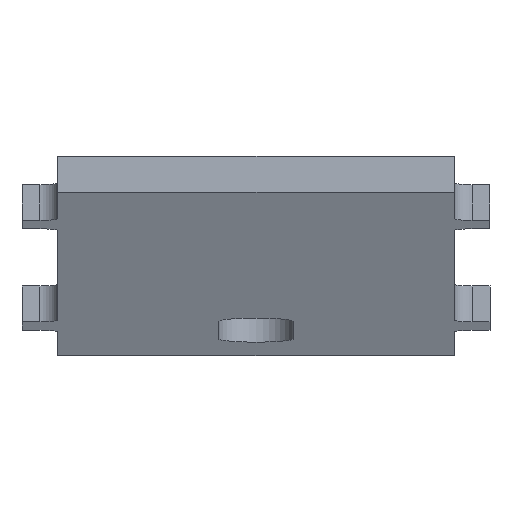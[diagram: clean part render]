
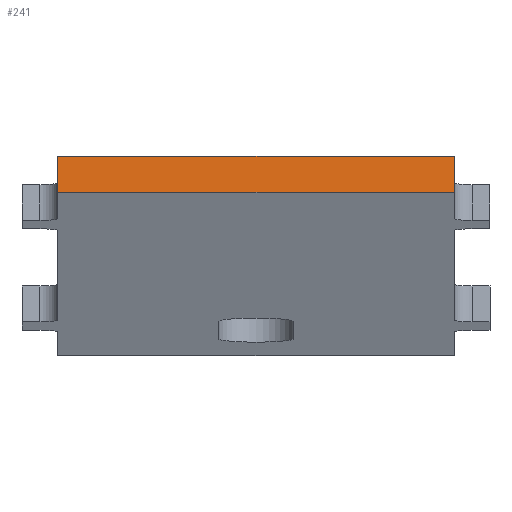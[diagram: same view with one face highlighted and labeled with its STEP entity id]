
A CAD part, left-side view. The second image highlights one B-rep face of the part: STEP entity #241.
In plain terms, the highlighted planar face has unit normal (-0.996, 0, 0.094).
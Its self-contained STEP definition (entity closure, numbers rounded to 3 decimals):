
#202=CARTESIAN_POINT('Axis2P3D Location',(-26.217,120.283,-21.456)) ;
#207=CARTESIAN_POINT('Line Origine',(-26.029,109.283,-19.465)) ;
#211=CARTESIAN_POINT('Vertex',(-26.029,98.283,-19.465)) ;
#213=CARTESIAN_POINT('Vertex',(-26.029,120.283,-19.465)) ;
#216=CARTESIAN_POINT('Line Origine',(-26.123,120.283,-20.46)) ;
#220=CARTESIAN_POINT('Vertex',(-26.217,120.283,-21.456)) ;
#223=CARTESIAN_POINT('Line Origine',(-26.217,109.283,-21.456)) ;
#227=CARTESIAN_POINT('Vertex',(-26.217,98.283,-21.456)) ;
#230=CARTESIAN_POINT('Line Origine',(-26.123,98.283,-20.46)) ;
#203=DIRECTION('Axis2P3D Direction',(-0.996,0.,0.094)) ;
#204=DIRECTION('Axis2P3D XDirection',(0.,-1.,0.)) ;
#208=DIRECTION('Vector Direction',(0.,-1.,0.)) ;
#217=DIRECTION('Vector Direction',(0.094,0.,0.996)) ;
#224=DIRECTION('Vector Direction',(0.,-1.,0.)) ;
#231=DIRECTION('Vector Direction',(0.094,0.,0.996)) ;
#205=AXIS2_PLACEMENT_3D('Plane Axis2P3D',#202,#203,#204) ;
#236=ORIENTED_EDGE('',*,*,#215,.T.) ;
#237=ORIENTED_EDGE('',*,*,#222,.F.) ;
#238=ORIENTED_EDGE('',*,*,#229,.F.) ;
#239=ORIENTED_EDGE('',*,*,#234,.T.) ;
#209=VECTOR('Line Direction',#208,1.) ;
#218=VECTOR('Line Direction',#217,1.) ;
#225=VECTOR('Line Direction',#224,1.) ;
#232=VECTOR('Line Direction',#231,1.) ;
#241=ADVANCED_FACE('Corps principal',(#240),#206,.T.) ;
#215=EDGE_CURVE('',#212,#214,#210,.F.) ;
#222=EDGE_CURVE('',#221,#214,#219,.T.) ;
#229=EDGE_CURVE('',#228,#221,#226,.F.) ;
#234=EDGE_CURVE('',#228,#212,#233,.T.) ;
#235=EDGE_LOOP('',(#236,#237,#238,#239)) ;
#240=FACE_OUTER_BOUND('',#235,.T.) ;
#210=LINE('Line',#207,#209) ;
#219=LINE('Line',#216,#218) ;
#226=LINE('Line',#223,#225) ;
#233=LINE('Line',#230,#232) ;
#206=PLANE('Plane',#205) ;
#212=VERTEX_POINT('',#211) ;
#214=VERTEX_POINT('',#213) ;
#221=VERTEX_POINT('',#220) ;
#228=VERTEX_POINT('',#227) ;
